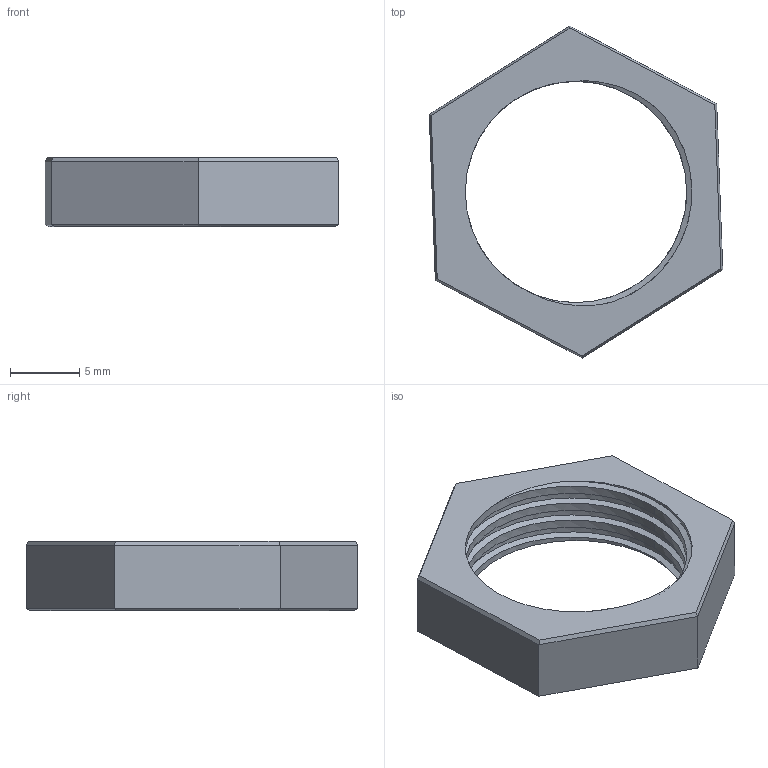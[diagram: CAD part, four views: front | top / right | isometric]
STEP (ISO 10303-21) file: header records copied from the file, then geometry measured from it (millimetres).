
FILE_DESCRIPTION (( 'STEP AP214' ), '1' );
FILE_NAME ('08_bit2.STEP', '2020-02-06T04:16:03', ( '' ), ( '' ), 'SwSTEP 2.0', 'SolidWorks 2019', '' );
FILE_SCHEMA (( 'AUTOMOTIVE_DESIGN' ));
Length unit declared in the file: millimetre
Products named in the file (1): 08_bit2
Bounding box: 21.21 x 23.98 x 5 mm (x, y, z)
Volume: 817.1 mm3; surface area: 1013.8 mm2
Topology: 1 solids, 1 shells, 32 faces, 78 edges, 48 vertices
Faces by surface type: plane 20, cylinder 9, bspline 3
Entity records: 1699 total; most frequent: CARTESIAN_POINT 988, ORIENTED_EDGE 156, DIRECTION 118, EDGE_CURVE 78, VECTOR 50, LINE 50, VERTEX_POINT 48, EDGE_LOOP 34
